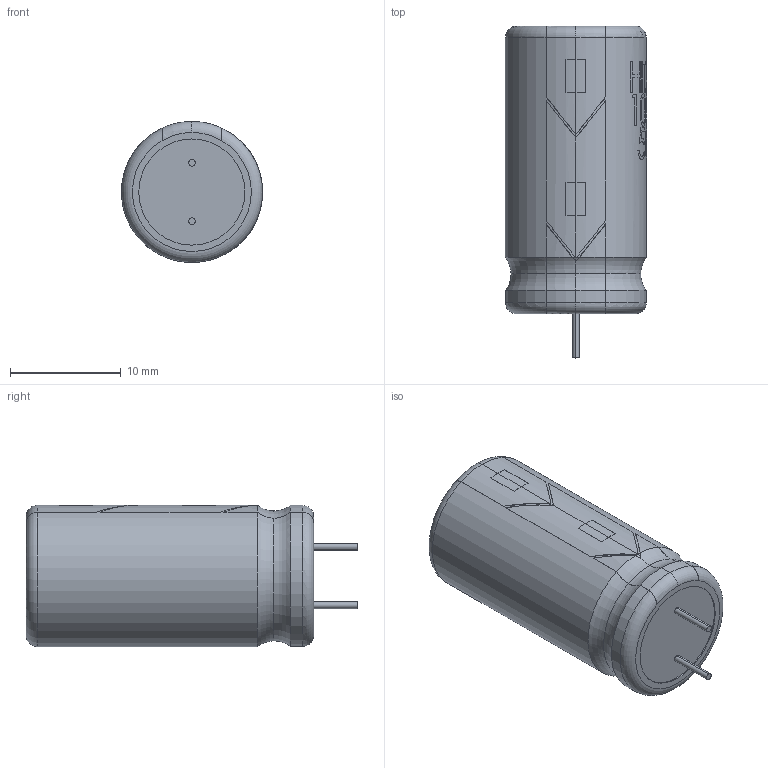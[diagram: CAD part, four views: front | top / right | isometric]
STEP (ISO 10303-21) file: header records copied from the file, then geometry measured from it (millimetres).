
FILE_DESCRIPTION (( 'STEP AP214' ), '1' );
FILE_NAME ('HITANO 1000uF 50V ECR85.STEP', '2024-05-13T09:32:39', ( '' ), ( '' ), 'SwSTEP 2.0', 'SolidWorks 2024', '' );
FILE_SCHEMA (( 'AUTOMOTIVE_DESIGN' ));
Length unit declared in the file: millimetre
Products named in the file (1): HITANO 1000uF 50V ECR85
Bounding box: 12.75 x 30 x 12.76 mm (x, y, z)
Volume: 3252.1 mm3; surface area: 1298.3 mm2
Topology: 1 solids, 1 shells, 242 faces, 624 edges, 409 vertices
Faces by surface type: plane 124, bspline 58, cylinder 44, torus 16
Entity records: 13028 total; most frequent: CARTESIAN_POINT 5354, ORIENTED_EDGE 1248, DIRECTION 935, EDGE_CURVE 624, VERTEX_POINT 409, AXIS2_PLACEMENT_3D 322, LINE 291, VECTOR 291
